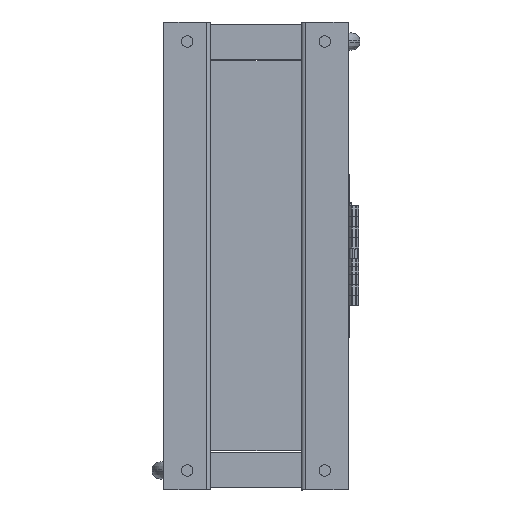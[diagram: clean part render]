
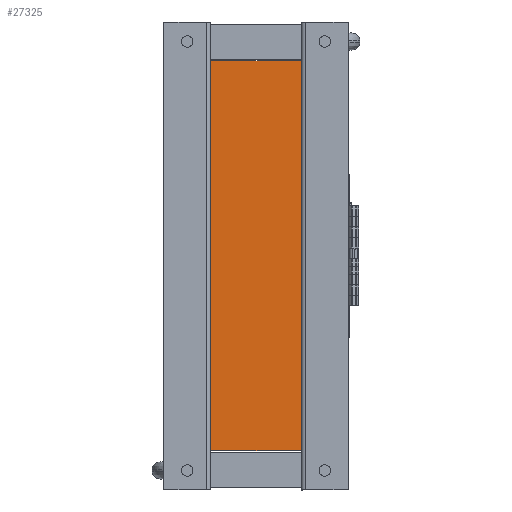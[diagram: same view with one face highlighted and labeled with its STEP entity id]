
A CAD part, front view. The second image highlights one B-rep face of the part: STEP entity #27325.
In plain terms, the highlighted planar face has unit normal (0, -1, 0).
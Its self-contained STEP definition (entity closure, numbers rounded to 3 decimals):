
#2613=FACE_OUTER_BOUND('',#4071,.T.);
#4071=EDGE_LOOP('',(#18420,#18421,#18422,#18423));
#5634=LINE('',#39177,#8772);
#5635=LINE('',#39180,#8773);
#5636=LINE('',#39182,#8774);
#5637=LINE('',#39183,#8775);
#8772=VECTOR('',#31512,10.);
#8773=VECTOR('',#31515,10.);
#8774=VECTOR('',#31516,10.);
#8775=VECTOR('',#31517,10.);
#11903=VERTEX_POINT('',#39170);
#11906=VERTEX_POINT('',#39175);
#11907=VERTEX_POINT('',#39179);
#11908=VERTEX_POINT('',#39181);
#14472=EDGE_CURVE('',#11903,#11906,#5634,.T.);
#14473=EDGE_CURVE('',#11907,#11903,#5635,.T.);
#14474=EDGE_CURVE('',#11908,#11906,#5636,.T.);
#14475=EDGE_CURVE('',#11907,#11908,#5637,.T.);
#18420=ORIENTED_EDGE('',*,*,#14473,.T.);
#18421=ORIENTED_EDGE('',*,*,#14472,.T.);
#18422=ORIENTED_EDGE('',*,*,#14474,.F.);
#18423=ORIENTED_EDGE('',*,*,#14475,.F.);
#26247=PLANE('',#29197);
#27325=ADVANCED_FACE('',(#2613),#26247,.T.);
#29197=AXIS2_PLACEMENT_3D('',#39178,#31513,#31514);
#31512=DIRECTION('',(1.,0.,0.));
#31513=DIRECTION('center_axis',(0.,-1.,0.));
#31514=DIRECTION('ref_axis',(0.,0.,-1.));
#31515=DIRECTION('',(0.,0.,-1.));
#31516=DIRECTION('',(0.,0.,-1.));
#31517=DIRECTION('',(1.,0.,0.));
#39170=CARTESIAN_POINT('',(0.,0.,0.));
#39175=CARTESIAN_POINT('',(70.,0.,0.));
#39177=CARTESIAN_POINT('',(0.,0.,0.));
#39178=CARTESIAN_POINT('Origin',(0.,0.,300.));
#39179=CARTESIAN_POINT('',(0.,0.,300.));
#39180=CARTESIAN_POINT('',(0.,0.,300.));
#39181=CARTESIAN_POINT('',(70.,0.,300.));
#39182=CARTESIAN_POINT('',(70.,0.,300.));
#39183=CARTESIAN_POINT('',(0.,0.,300.));
